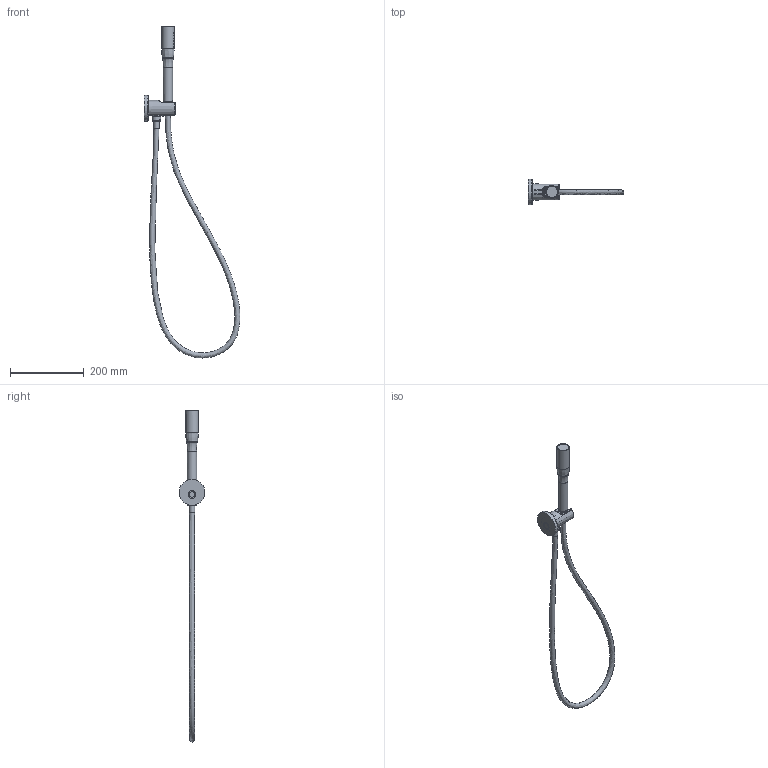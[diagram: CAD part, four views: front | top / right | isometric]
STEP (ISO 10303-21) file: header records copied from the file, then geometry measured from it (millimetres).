
FILE_DESCRIPTION(/* description */ ('Unknown'),/* implementation_level */ '2;1');
FILE_NAME(/* name */ '26404000',/* time_stamp */ '2022-09-08T04:28:38+02:00',/* author */ ('Unknown'),/* organization */ ('GROHE AG'),/* preprocessor_version */ 'ST-DEVELOPER v16.7',/* originating_system */ 'DEX',/* authorisation */ $);
FILE_SCHEMA (('AUTOMOTIVE_DESIGN {1 0 10303 214 3 1 1}'));
Length unit declared in the file: millimetre
Products named in the file (3): 26404000; id11; 2010 01 26 Artikel aktuell
Assembly tree (2 placements, depth 2):
  26404000
    id11
    2010 01 26 Artikel aktuell
Bounding box: 259.69 x 70 x 900.44 mm (x, y, z)
Surface area: 116159.1 mm2 (no closed solid volume)
Topology: 0 solids, 59 shells, 306 faces, 949 edges, 698 vertices
Faces by surface type: bspline 123, cylinder 118, plane 34, torus 16, cone 13, sphere 2
Full cylindrical faces by diameter (mm): 2.75 x45, 15 x2, 19.9 x1, 20.96 x2, 23 x2, 25 x1, 34 x1
Entity records: 38623 total; most frequent: CARTESIAN_POINT 31494, ORIENTED_EDGE 998, DIRECTION 735, EDGE_CURVE 681, VERTEX_POINT 599, EDGE_LOOP 572, FACE_BOUND 572, B_SPLINE_CURVE_WITH_KNOTS 457
